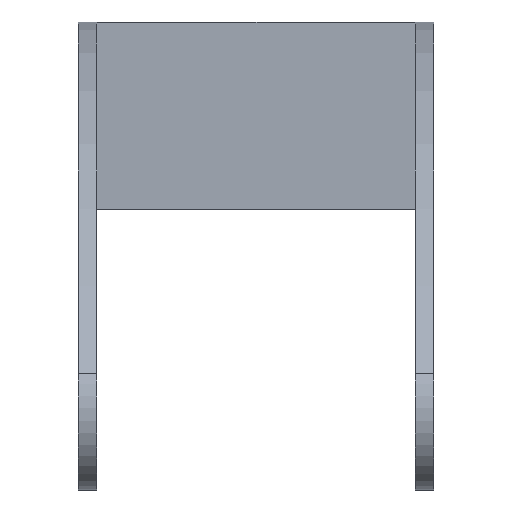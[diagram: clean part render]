
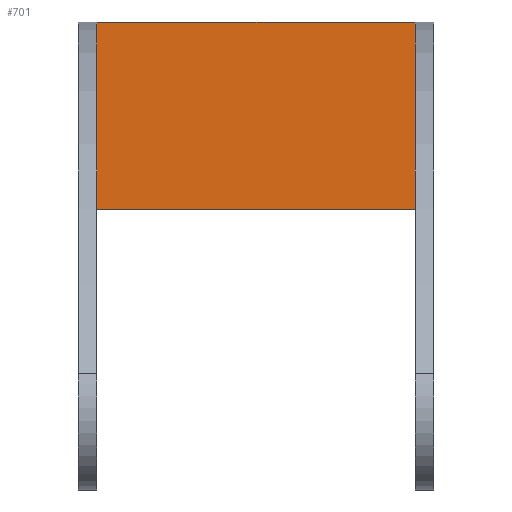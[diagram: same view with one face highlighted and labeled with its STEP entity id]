
A CAD part, front view. The second image highlights one B-rep face of the part: STEP entity #701.
In plain terms, the highlighted planar face has unit normal (0, -1, 0).
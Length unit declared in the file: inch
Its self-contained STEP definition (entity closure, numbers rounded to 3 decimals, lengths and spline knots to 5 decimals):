
#64 = DIRECTION ( 'NONE',  ( 0., 1., 0. ) ) ;
#121 = DIRECTION ( 'NONE',  ( 0., 0., 1. ) ) ;
#138 = LINE ( 'NONE', #255, #900 ) ;
#169 = VERTEX_POINT ( 'NONE', #227 ) ;
#173 = VERTEX_POINT ( 'NONE', #239 ) ;
#216 = DIRECTION ( 'NONE',  ( 0., 0., 1. ) ) ;
#227 = CARTESIAN_POINT ( 'NONE',  ( -1.0625, 3.75, 1.375 ) ) ;
#239 = CARTESIAN_POINT ( 'NONE',  ( 1.0625, 3.75, 1.375 ) ) ;
#255 = CARTESIAN_POINT ( 'NONE',  ( 1.0625, 3.75, -0.5 ) ) ;
#297 = CARTESIAN_POINT ( 'NONE',  ( 1.0625, 3.75, 2.625 ) ) ;
#307 = EDGE_LOOP ( 'NONE', ( #745, #443, #613, #315 ) ) ;
#315 = ORIENTED_EDGE ( 'NONE', *, *, #601, .F. ) ;
#329 = DIRECTION ( 'NONE',  ( 1., 0., 0. ) ) ;
#358 = VECTOR ( 'NONE', #363, 39.37008 ) ;
#363 = DIRECTION ( 'NONE',  ( -1., 0., 0. ) ) ;
#382 = LINE ( 'NONE', #439, #358 ) ;
#413 = CARTESIAN_POINT ( 'NONE',  ( -1.0625, 3.75, -0.5 ) ) ;
#439 = CARTESIAN_POINT ( 'NONE',  ( -1.0625, 3.75, 2.625 ) ) ;
#443 = ORIENTED_EDGE ( 'NONE', *, *, #542, .T. ) ;
#466 = FACE_OUTER_BOUND ( 'NONE', #307, .T. ) ;
#495 = DIRECTION ( 'NONE',  ( 0., 0., 1. ) ) ;
#502 = EDGE_CURVE ( 'NONE', #610, #726, #382, .T. ) ;
#542 = EDGE_CURVE ( 'NONE', #173, #610, #138, .T. ) ;
#601 = EDGE_CURVE ( 'NONE', #169, #726, #667, .T. ) ;
#610 = VERTEX_POINT ( 'NONE', #297 ) ;
#613 = ORIENTED_EDGE ( 'NONE', *, *, #502, .T. ) ;
#615 = VECTOR ( 'NONE', #329, 39.37008 ) ;
#657 = PLANE ( 'NONE',  #749 ) ;
#667 = LINE ( 'NONE', #413, #688 ) ;
#688 = VECTOR ( 'NONE', #495, 39.37008 ) ;
#701 = ADVANCED_FACE ( 'NONE', ( #466 ), #657, .F. ) ;
#726 = VERTEX_POINT ( 'NONE', #950 ) ;
#745 = ORIENTED_EDGE ( 'NONE', *, *, #912, .T. ) ;
#749 = AXIS2_PLACEMENT_3D ( 'NONE', #852, #64, #121 ) ;
#766 = LINE ( 'NONE', #841, #615 ) ;
#841 = CARTESIAN_POINT ( 'NONE',  ( -1.1875, 3.75, 1.375 ) ) ;
#852 = CARTESIAN_POINT ( 'NONE',  ( -1.0625, 3.75, -0.5 ) ) ;
#900 = VECTOR ( 'NONE', #216, 39.37008 ) ;
#912 = EDGE_CURVE ( 'NONE', #169, #173, #766, .T. ) ;
#950 = CARTESIAN_POINT ( 'NONE',  ( -1.0625, 3.75, 2.625 ) ) ;
